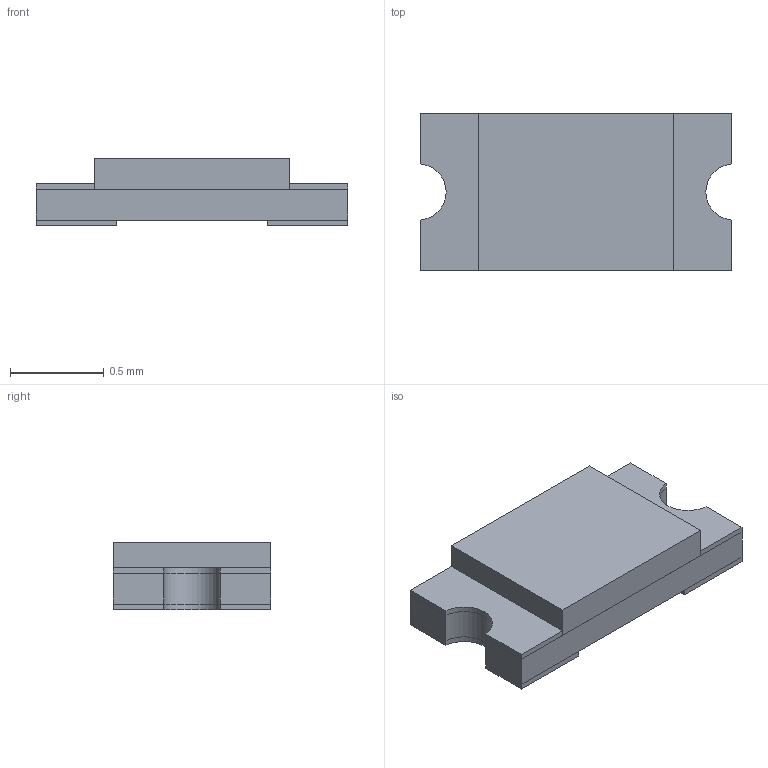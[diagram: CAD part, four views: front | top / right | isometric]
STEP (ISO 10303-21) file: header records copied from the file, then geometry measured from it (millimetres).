
FILE_DESCRIPTION (( 'STEP AP214' ), '1' );
FILE_NAME ('User Library-suppressor.STEP', '2019-09-10T11:53:43', ( '' ), ( '' ), 'SwSTEP 2.0', 'SolidWorks 2019', '' );
FILE_SCHEMA (( 'AUTOMOTIVE_DESIGN' ));
Length unit declared in the file: millimetre
Products named in the file (1): User Library-suppressor
Bounding box: 1.66 x 0.84 x 0.36 mm (x, y, z)
Volume: 0.4 mm3; surface area: 8.4 mm2
Topology: 6 solids, 6 shells, 51 faces, 117 edges, 78 vertices
Faces by surface type: plane 42, cylinder 9
Entity records: 2069 total; most frequent: CARTESIAN_POINT 247, DIRECTION 239, ORIENTED_EDGE 234, EDGE_CURVE 117, VECTOR 99, LINE 99, VERTEX_POINT 78, AXIS2_PLACEMENT_3D 70
